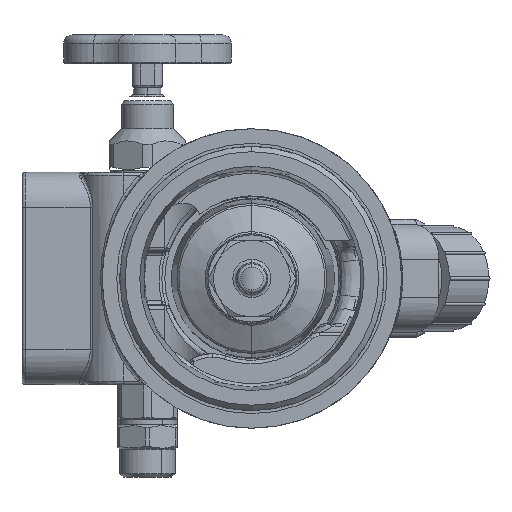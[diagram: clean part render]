
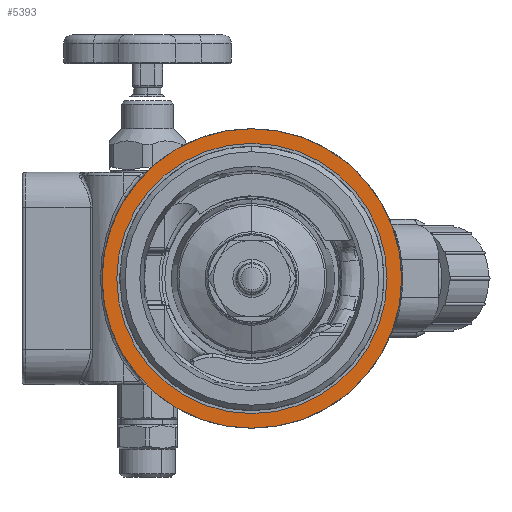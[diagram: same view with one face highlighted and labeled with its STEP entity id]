
A CAD part, front view. The second image highlights one B-rep face of the part: STEP entity #5393.
In plain terms, the highlighted planar face has unit normal (0, -1, 0).
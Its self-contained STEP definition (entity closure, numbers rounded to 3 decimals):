
#1236 = VERTEX_POINT ( 'NONE', #45583 ) ;
#1654 = EDGE_CURVE ( 'NONE', #23359, #9494, #14396, .T. ) ;
#3064 = EDGE_CURVE ( 'NONE', #3574, #1236, #20545, .T. ) ;
#3574 = VERTEX_POINT ( 'NONE', #14144 ) ;
#5393 = ADVANCED_FACE ( 'NONE', ( #7269, #25607 ), #12231, .T. ) ;
#7269 = FACE_OUTER_BOUND ( 'NONE', #36597, .T. ) ;
#9415 = DIRECTION ( 'NONE',  ( 0., 0., -1. ) ) ;
#9494 = VERTEX_POINT ( 'NONE', #28881 ) ;
#11105 = ORIENTED_EDGE ( 'NONE', *, *, #28157, .T. ) ;
#12231 = PLANE ( 'NONE',  #35121 ) ;
#12634 = CARTESIAN_POINT ( 'NONE',  ( 44.574, 31.5, 0. ) ) ;
#12691 = AXIS2_PLACEMENT_3D ( 'NONE', #13138, #13044, #12991 ) ;
#12991 = DIRECTION ( 'NONE',  ( 0., 0., 1. ) ) ;
#13044 = DIRECTION ( 'NONE',  ( 0., 1., 0. ) ) ;
#13138 = CARTESIAN_POINT ( 'NONE',  ( 0., 31.5, 0. ) ) ;
#13833 = CARTESIAN_POINT ( 'NONE',  ( 0., 31.5, -38.8 ) ) ;
#14144 = CARTESIAN_POINT ( 'NONE',  ( 0., 31.5, 43. ) ) ;
#14396 = CIRCLE ( 'NONE', #12691, 38.8 ) ;
#14614 = DIRECTION ( 'NONE',  ( 0., 1., 0. ) ) ;
#14732 = CARTESIAN_POINT ( 'NONE',  ( 0., 31.5, 0. ) ) ;
#20545 = CIRCLE ( 'NONE', #44869, 43. ) ;
#21519 = ORIENTED_EDGE ( 'NONE', *, *, #3064, .F. ) ;
#23359 = VERTEX_POINT ( 'NONE', #13833 ) ;
#24174 = ORIENTED_EDGE ( 'NONE', *, *, #31113, .F. ) ;
#25607 = FACE_BOUND ( 'NONE', #47047, .T. ) ;
#28157 = EDGE_CURVE ( 'NONE', #9494, #23359, #37336, .T. ) ;
#28333 = DIRECTION ( 'NONE',  ( 0., 0., 1. ) ) ;
#28344 = DIRECTION ( 'NONE',  ( 0., 1., 0. ) ) ;
#28446 = CARTESIAN_POINT ( 'NONE',  ( 0., 31.5, 0. ) ) ;
#28477 = DIRECTION ( 'NONE',  ( 0., 0., -1. ) ) ;
#28881 = CARTESIAN_POINT ( 'NONE',  ( 0., 31.5, 38.8 ) ) ;
#31113 = EDGE_CURVE ( 'NONE', #1236, #3574, #46989, .T. ) ;
#31454 = DIRECTION ( 'NONE',  ( 0., -1., 0. ) ) ;
#35121 = AXIS2_PLACEMENT_3D ( 'NONE', #12634, #31454, #9415 ) ;
#35651 = AXIS2_PLACEMENT_3D ( 'NONE', #45312, #45258, #45251 ) ;
#36534 = ORIENTED_EDGE ( 'NONE', *, *, #1654, .T. ) ;
#36597 = EDGE_LOOP ( 'NONE', ( #24174, #21519 ) ) ;
#37336 = CIRCLE ( 'NONE', #41677, 38.8 ) ;
#41677 = AXIS2_PLACEMENT_3D ( 'NONE', #28446, #28344, #28333 ) ;
#44869 = AXIS2_PLACEMENT_3D ( 'NONE', #14732, #14614, #28477 ) ;
#45251 = DIRECTION ( 'NONE',  ( 0., 0., -1. ) ) ;
#45258 = DIRECTION ( 'NONE',  ( 0., 1., 0. ) ) ;
#45312 = CARTESIAN_POINT ( 'NONE',  ( 0., 31.5, 0. ) ) ;
#45583 = CARTESIAN_POINT ( 'NONE',  ( 0., 31.5, -43. ) ) ;
#46989 = CIRCLE ( 'NONE', #35651, 43. ) ;
#47047 = EDGE_LOOP ( 'NONE', ( #11105, #36534 ) ) ;
